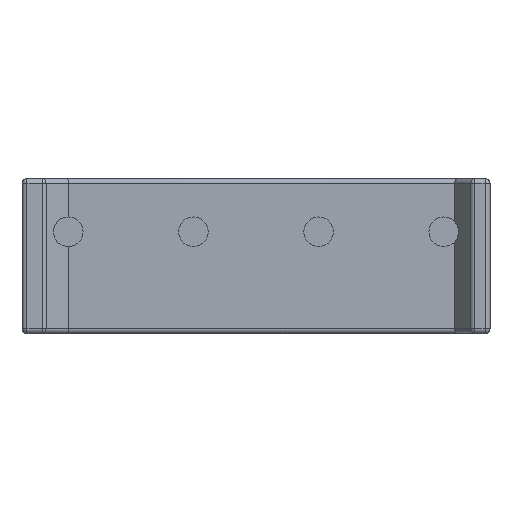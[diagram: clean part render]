
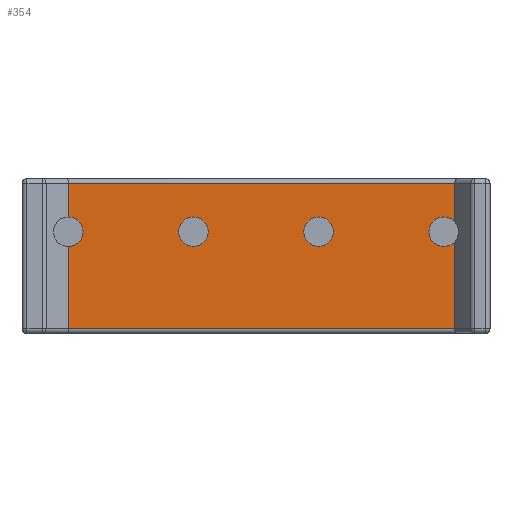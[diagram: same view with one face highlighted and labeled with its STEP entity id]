
A CAD part, front view. The second image highlights one B-rep face of the part: STEP entity #354.
In plain terms, the highlighted planar face has unit normal (0, -1, 0).
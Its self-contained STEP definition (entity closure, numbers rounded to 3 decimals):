
#81 = CIRCLE ( 'NONE', #7641, 0.6 ) ;
#86 = VERTEX_POINT ( 'NONE', #2597 ) ;
#91 = PLANE ( 'NONE',  #8609 ) ;
#163 = DIRECTION ( 'NONE',  ( 0., 0., 1. ) ) ;
#174 = CIRCLE ( 'NONE', #8704, 0.6 ) ;
#321 = EDGE_CURVE ( 'NONE', #86, #8943, #81, .T. ) ;
#353 = CARTESIAN_POINT ( 'NONE',  ( 7.62, 1., 0.39 ) ) ;
#354 = ADVANCED_FACE ( 'NONE', ( #7314, #3589, #8015 ), #91, .F. ) ;
#445 = CARTESIAN_POINT ( 'NONE',  ( 8.071, 1., -3.85 ) ) ;
#527 = ORIENTED_EDGE ( 'NONE', *, *, #6283, .T. ) ;
#536 = CARTESIAN_POINT ( 'NONE',  ( 8.071, 1., 2.95 ) ) ;
#541 = CIRCLE ( 'NONE', #7426, 0.6 ) ;
#588 = VECTOR ( 'NONE', #4530, 1000. ) ;
#641 = ORIENTED_EDGE ( 'NONE', *, *, #7393, .T. ) ;
#760 = DIRECTION ( 'NONE',  ( 0., 0., 1. ) ) ;
#868 = CARTESIAN_POINT ( 'NONE',  ( -7.607, 1., 0.39 ) ) ;
#920 = AXIS2_PLACEMENT_3D ( 'NONE', #8350, #8528, #4780 ) ;
#927 = AXIS2_PLACEMENT_3D ( 'NONE', #8030, #7330, #760 ) ;
#956 = CARTESIAN_POINT ( 'NONE',  ( 2.54, 1., 1.59 ) ) ;
#957 = CIRCLE ( 'NONE', #6307, 0.6 ) ;
#1006 = DIRECTION ( 'NONE',  ( 0., 0., 1. ) ) ;
#1040 = VERTEX_POINT ( 'NONE', #3996 ) ;
#1077 = CARTESIAN_POINT ( 'NONE',  ( -2.54, 1., 0.39 ) ) ;
#1144 = ORIENTED_EDGE ( 'NONE', *, *, #2752, .T. ) ;
#1147 = ORIENTED_EDGE ( 'NONE', *, *, #4462, .F. ) ;
#1356 = ORIENTED_EDGE ( 'NONE', *, *, #6858, .T. ) ;
#1518 = CARTESIAN_POINT ( 'NONE',  ( -2.54, 1., 1.59 ) ) ;
#1544 = LINE ( 'NONE', #4637, #6301 ) ;
#1545 = CARTESIAN_POINT ( 'NONE',  ( 8.071, 1., 0.595 ) ) ;
#1588 = CARTESIAN_POINT ( 'NONE',  ( 8.071, 1., -3.85 ) ) ;
#1613 = VERTEX_POINT ( 'NONE', #9165 ) ;
#1748 = LINE ( 'NONE', #4704, #8898 ) ;
#1903 = DIRECTION ( 'NONE',  ( 0., 0., 1. ) ) ;
#1914 = EDGE_CURVE ( 'NONE', #5724, #7113, #2140, .T. ) ;
#1950 = CARTESIAN_POINT ( 'NONE',  ( -2.54, 1., 0.99 ) ) ;
#2008 = ORIENTED_EDGE ( 'NONE', *, *, #321, .T. ) ;
#2090 = EDGE_CURVE ( 'NONE', #8943, #2211, #3417, .T. ) ;
#2140 = CIRCLE ( 'NONE', #920, 0.6 ) ;
#2172 = VECTOR ( 'NONE', #7424, 1000. ) ;
#2211 = VERTEX_POINT ( 'NONE', #536 ) ;
#2280 = VECTOR ( 'NONE', #1903, 1000. ) ;
#2341 = EDGE_CURVE ( 'NONE', #5857, #5945, #174, .T. ) ;
#2377 = CARTESIAN_POINT ( 'NONE',  ( -7.607, 1., -2.95 ) ) ;
#2571 = CIRCLE ( 'NONE', #7918, 0.6 ) ;
#2597 = CARTESIAN_POINT ( 'NONE',  ( 7.62, 1., 1.59 ) ) ;
#2710 = VERTEX_POINT ( 'NONE', #5553 ) ;
#2752 = EDGE_CURVE ( 'NONE', #7113, #86, #541, .T. ) ;
#2835 = CARTESIAN_POINT ( 'NONE',  ( 8.071, 1., 1.385 ) ) ;
#2950 = DIRECTION ( 'NONE',  ( 0., 0., 1. ) ) ;
#3068 = CIRCLE ( 'NONE', #927, 0.6 ) ;
#3193 = ORIENTED_EDGE ( 'NONE', *, *, #5933, .T. ) ;
#3271 = DIRECTION ( 'NONE',  ( 0., 1., 0. ) ) ;
#3417 = LINE ( 'NONE', #445, #2280 ) ;
#3424 = EDGE_LOOP ( 'NONE', ( #1147, #3193, #641, #4505, #1144, #2008, #8897, #6500, #8619, #9084 ) ) ;
#3589 = FACE_BOUND ( 'NONE', #5999, .T. ) ;
#3870 = DIRECTION ( 'NONE',  ( 0., 0., 1. ) ) ;
#3983 = DIRECTION ( 'NONE',  ( -1., 0., 0. ) ) ;
#3996 = CARTESIAN_POINT ( 'NONE',  ( -7.607, 1., 1.59 ) ) ;
#4298 = CARTESIAN_POINT ( 'NONE',  ( -2.54, 1., 0.99 ) ) ;
#4401 = DIRECTION ( 'NONE',  ( 0., 1., 0. ) ) ;
#4462 = EDGE_CURVE ( 'NONE', #7520, #8277, #8184, .T. ) ;
#4468 = DIRECTION ( 'NONE',  ( 0., 1., 0. ) ) ;
#4505 = ORIENTED_EDGE ( 'NONE', *, *, #1914, .T. ) ;
#4522 = CARTESIAN_POINT ( 'NONE',  ( -7.607, 1., -3.85 ) ) ;
#4530 = DIRECTION ( 'NONE',  ( 0., 0., 1. ) ) ;
#4626 = CARTESIAN_POINT ( 'NONE',  ( 2.54, 1., 0.99 ) ) ;
#4637 = CARTESIAN_POINT ( 'NONE',  ( -7.607, 1., -3.85 ) ) ;
#4667 = DIRECTION ( 'NONE',  ( 0., 1., 0. ) ) ;
#4669 = ORIENTED_EDGE ( 'NONE', *, *, #2341, .T. ) ;
#4704 = CARTESIAN_POINT ( 'NONE',  ( -7.607, 1., 2.95 ) ) ;
#4780 = DIRECTION ( 'NONE',  ( 0., 0., 1. ) ) ;
#5018 = DIRECTION ( 'NONE',  ( 0., 1., 0. ) ) ;
#5159 = DIRECTION ( 'NONE',  ( 0., 0., 1. ) ) ;
#5179 = CARTESIAN_POINT ( 'NONE',  ( -7.62, 1., 0.99 ) ) ;
#5315 = DIRECTION ( 'NONE',  ( 1., 0., 0. ) ) ;
#5351 = CIRCLE ( 'NONE', #6419, 0.6 ) ;
#5500 = LINE ( 'NONE', #2377, #6561 ) ;
#5553 = CARTESIAN_POINT ( 'NONE',  ( 8.071, 1., -2.95 ) ) ;
#5724 = VERTEX_POINT ( 'NONE', #1545 ) ;
#5800 = EDGE_CURVE ( 'NONE', #8095, #7522, #2571, .T. ) ;
#5857 = VERTEX_POINT ( 'NONE', #7850 ) ;
#5933 = EDGE_CURVE ( 'NONE', #7520, #2710, #5500, .T. ) ;
#5945 = VERTEX_POINT ( 'NONE', #956 ) ;
#5999 = EDGE_LOOP ( 'NONE', ( #6806, #527 ) ) ;
#6283 = EDGE_CURVE ( 'NONE', #7522, #8095, #5351, .T. ) ;
#6301 = VECTOR ( 'NONE', #3870, 1000. ) ;
#6307 = AXIS2_PLACEMENT_3D ( 'NONE', #5179, #4468, #163 ) ;
#6336 = DIRECTION ( 'NONE',  ( 0., 0., 1. ) ) ;
#6419 = AXIS2_PLACEMENT_3D ( 'NONE', #4298, #7955, #8003 ) ;
#6500 = ORIENTED_EDGE ( 'NONE', *, *, #8023, .T. ) ;
#6561 = VECTOR ( 'NONE', #5315, 1000. ) ;
#6806 = ORIENTED_EDGE ( 'NONE', *, *, #5800, .T. ) ;
#6858 = EDGE_CURVE ( 'NONE', #5945, #5857, #3068, .T. ) ;
#6880 = EDGE_LOOP ( 'NONE', ( #4669, #1356 ) ) ;
#7113 = VERTEX_POINT ( 'NONE', #353 ) ;
#7223 = CARTESIAN_POINT ( 'NONE',  ( 7.62, 1., 0.99 ) ) ;
#7314 = FACE_BOUND ( 'NONE', #6880, .T. ) ;
#7330 = DIRECTION ( 'NONE',  ( 0., 1., 0. ) ) ;
#7344 = DIRECTION ( 'NONE',  ( 0., 1., 0. ) ) ;
#7393 = EDGE_CURVE ( 'NONE', #2710, #5724, #8861, .T. ) ;
#7424 = DIRECTION ( 'NONE',  ( 0., 0., 1. ) ) ;
#7426 = AXIS2_PLACEMENT_3D ( 'NONE', #8273, #4667, #1006 ) ;
#7520 = VERTEX_POINT ( 'NONE', #8073 ) ;
#7522 = VERTEX_POINT ( 'NONE', #1518 ) ;
#7529 = DIRECTION ( 'NONE',  ( 0., 0., 1. ) ) ;
#7641 = AXIS2_PLACEMENT_3D ( 'NONE', #7223, #4401, #5159 ) ;
#7850 = CARTESIAN_POINT ( 'NONE',  ( 2.54, 1., 0.39 ) ) ;
#7918 = AXIS2_PLACEMENT_3D ( 'NONE', #1950, #3271, #6336 ) ;
#7955 = DIRECTION ( 'NONE',  ( 0., 1., 0. ) ) ;
#8003 = DIRECTION ( 'NONE',  ( 0., 0., 1. ) ) ;
#8015 = FACE_OUTER_BOUND ( 'NONE', #3424, .T. ) ;
#8023 = EDGE_CURVE ( 'NONE', #2211, #1613, #1748, .T. ) ;
#8030 = CARTESIAN_POINT ( 'NONE',  ( 2.54, 1., 0.99 ) ) ;
#8061 = CARTESIAN_POINT ( 'NONE',  ( -7.607, 1., -3.85 ) ) ;
#8073 = CARTESIAN_POINT ( 'NONE',  ( -7.607, 1., -2.95 ) ) ;
#8095 = VERTEX_POINT ( 'NONE', #1077 ) ;
#8184 = LINE ( 'NONE', #4522, #2172 ) ;
#8273 = CARTESIAN_POINT ( 'NONE',  ( 7.62, 1., 0.99 ) ) ;
#8277 = VERTEX_POINT ( 'NONE', #868 ) ;
#8350 = CARTESIAN_POINT ( 'NONE',  ( 7.62, 1., 0.99 ) ) ;
#8528 = DIRECTION ( 'NONE',  ( 0., 1., 0. ) ) ;
#8609 = AXIS2_PLACEMENT_3D ( 'NONE', #8061, #5018, #2950 ) ;
#8619 = ORIENTED_EDGE ( 'NONE', *, *, #9011, .F. ) ;
#8704 = AXIS2_PLACEMENT_3D ( 'NONE', #4626, #7344, #7529 ) ;
#8861 = LINE ( 'NONE', #1588, #588 ) ;
#8897 = ORIENTED_EDGE ( 'NONE', *, *, #2090, .T. ) ;
#8898 = VECTOR ( 'NONE', #3983, 1000. ) ;
#8943 = VERTEX_POINT ( 'NONE', #2835 ) ;
#9011 = EDGE_CURVE ( 'NONE', #1040, #1613, #1544, .T. ) ;
#9084 = ORIENTED_EDGE ( 'NONE', *, *, #9427, .T. ) ;
#9165 = CARTESIAN_POINT ( 'NONE',  ( -7.607, 1., 2.95 ) ) ;
#9427 = EDGE_CURVE ( 'NONE', #1040, #8277, #957, .T. ) ;
